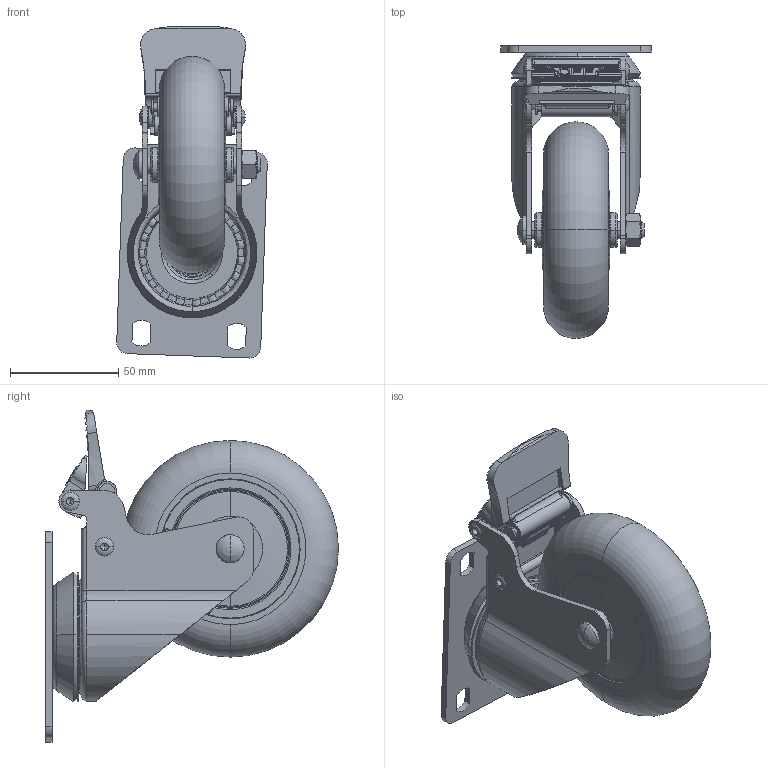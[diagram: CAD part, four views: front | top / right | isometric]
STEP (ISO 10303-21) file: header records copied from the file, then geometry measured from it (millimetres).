
FILE_DESCRIPTION (( 'STEP AP203' ), '1' );
FILE_NAME ('ACLU-100SFB.STEP', '2015-09-18T05:48:58', ( 'WON SINCHUL' ), ( 'Hewlett-Packard Company' ), 'SwSTEP 2.0', 'SolidWorks 2015', '' );
FILE_SCHEMA (( 'CONFIG_CONTROL_DESIGN' ));
Length unit declared in the file: millimetre
Products named in the file (1): ACLU-100SFB
Bounding box: 69.46 x 135.19 x 153.22 mm (x, y, z)
Volume: 287338.5 mm3; surface area: 140091.5 mm2
Topology: 20 solids, 20 shells, 1638 faces, 4478 edges, 2933 vertices
Faces by surface type: plane 890, cylinder 449, bspline 191, cone 64, torus 44
Entity records: 62001 total; most frequent: CARTESIAN_POINT 22344, ORIENTED_EDGE 8934, DIRECTION 7447, EDGE_CURVE 4467, VERTEX_POINT 2933, AXIS2_PLACEMENT_3D 2539, VECTOR 2369, LINE 2369
